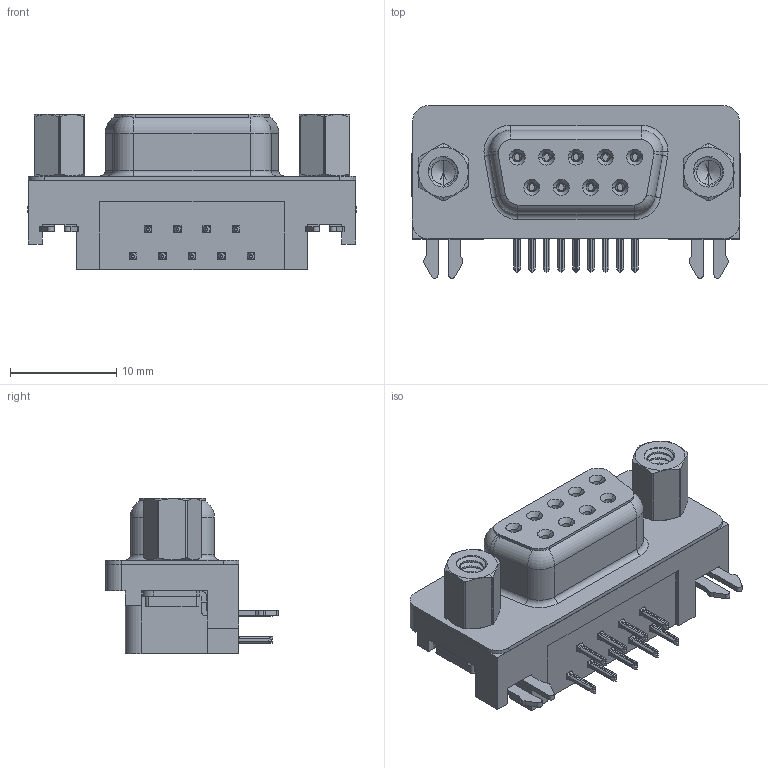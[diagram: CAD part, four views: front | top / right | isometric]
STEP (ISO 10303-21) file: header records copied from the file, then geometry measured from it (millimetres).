
FILE_DESCRIPTION (( 'STEP AP203' ), '1' );
FILE_NAME ('624-009-661-033.STEP', '2018-11-06T19:22:55', ( '' ), ( '' ), 'SwSTEP 2.0', 'SolidWorks 2016', '' );
FILE_SCHEMA (( 'CONFIG_CONTROL_DESIGN' ));
Length unit declared in the file: millimetre
Products named in the file (8): 624 4-40 Hex Standoff 5; 624-009-661-033; 624 Housing_9 Socket; 624 Shell_9 Socket; 624 Socket Bottom; 624 Contact Top; 624 2 Prong Board Lock; 624 4-40 Threaded Rivet
Assembly tree (17 placements, depth 2):
  624-009-661-033
    624 Housing_9 Socket
    624 Shell_9 Socket
    624 Socket Bottom  x4
    624 Contact Top  x5
    624 2 Prong Board Lock  x2
    624 4-40 Threaded Rivet  x2
    624 4-40 Hex Standoff 5  x2
Bounding box: 30.89 x 16.25 x 14.6 mm (x, y, z)
Volume: 3154.6 mm3; surface area: 4867.3 mm2
Topology: 17 solids, 17 shells, 1676 faces, 4430 edges, 2804 vertices
Faces by surface type: plane 692, cylinder 478, bspline 326, cone 142, torus 38
Entity records: 28339 total; most frequent: CARTESIAN_POINT 11698, ORIENTED_EDGE 3446, DIRECTION 2920, EDGE_CURVE 1723, VERTEX_POINT 1100, AXIS2_PLACEMENT_3D 979, VECTOR 962, LINE 962
